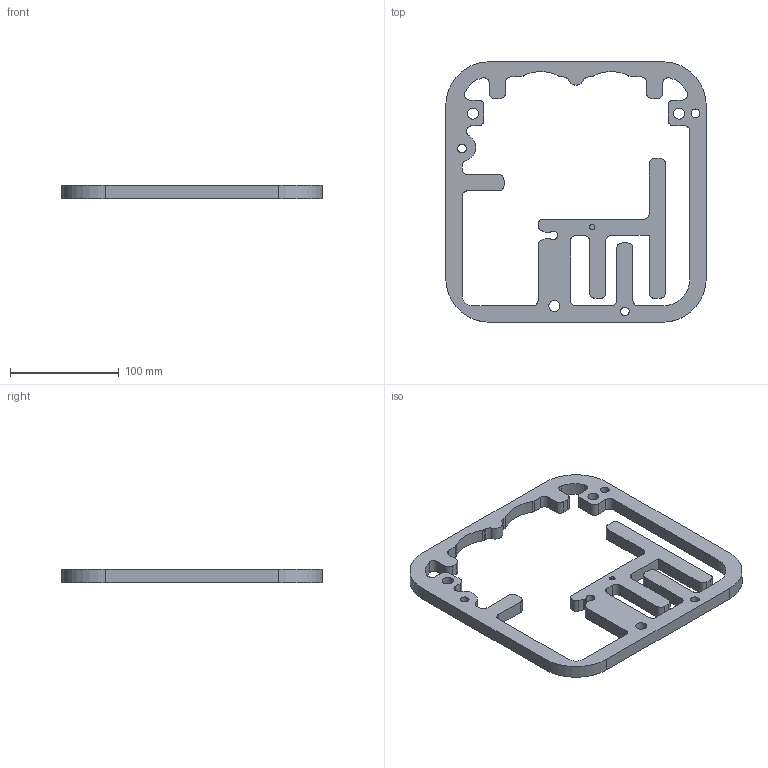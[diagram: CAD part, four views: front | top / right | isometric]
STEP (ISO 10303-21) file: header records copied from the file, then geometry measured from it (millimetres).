
FILE_DESCRIPTION(/* description */ (''),/* implementation_level */ '2;1');
FILE_NAME(/* name */ 'Cabinet layer 1.step',/* time_stamp */ '2022-04-06T21:23:24+02:00',/* author */ (''),/* organization */ (''),/* preprocessor_version */ 'ST-DEVELOPER v18.1',/* originating_system */ 'Autodesk Translation Framework v10.13.0.1454',/* authorisation */ '');
FILE_SCHEMA (('AUTOMOTIVE_DESIGN { 1 0 10303 214 3 1 1 }'));
Length unit declared in the file: millimetre
Products named in the file (1): 27YWKJ
Bounding box: 240 x 240 x 12 mm (x, y, z)
Volume: 254916 mm3; surface area: 76830.6 mm2
Topology: 1 solids, 1 shells, 123 faces, 360 edges, 240 vertices
Faces by surface type: cylinder 70, plane 53
Full cylindrical faces by diameter (mm): 5 x1, 8 x3, 10.2 x3
Entity records: 4202 total; most frequent: DIRECTION 748, CARTESIAN_POINT 724, ORIENTED_EDGE 720, EDGE_CURVE 360, AXIS2_PLACEMENT_3D 264, VERTEX_POINT 240, LINE 220, VECTOR 220
